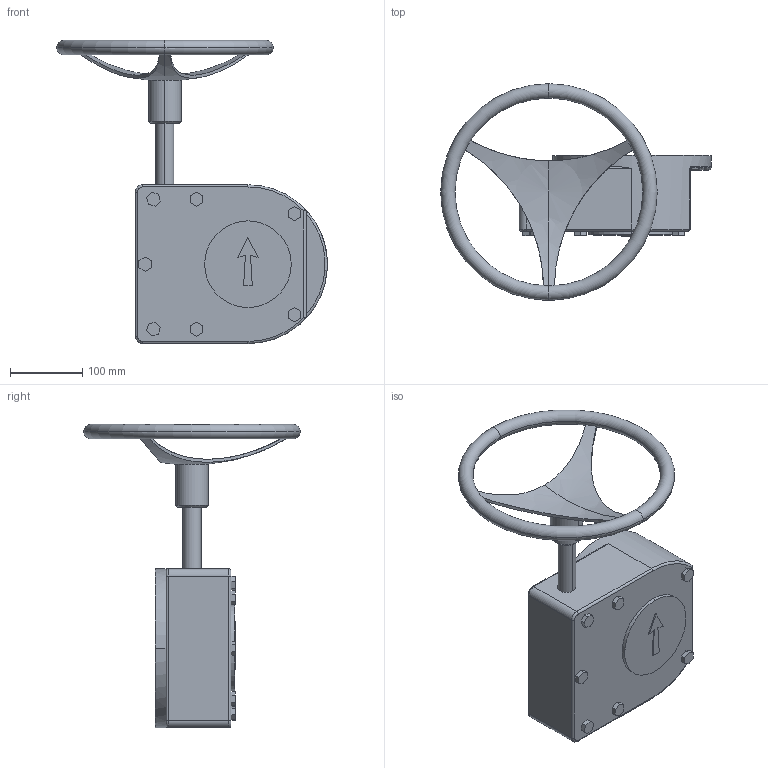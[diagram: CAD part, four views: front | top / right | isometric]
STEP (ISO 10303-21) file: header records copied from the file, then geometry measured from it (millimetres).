
FILE_DESCRIPTION((''),'2;1');
FILE_NAME('065N8120_ASM','2015-04-15T',('u317927'),('Danfoss'),'PRO/ENGINEER BY PARAMETRIC TECHNOLOGY CORPORATION, 2014000','PRO/ENGINEER BY PARAMETRIC TECHNOLOGY CORPORATION, 2014000','');
FILE_SCHEMA(('CONFIG_CONTROL_DESIGN'));
Length unit declared in the file: millimetre
Products named in the file (3): 065N8120-GEAR; 065N8120-WHEEL; 065N8120_ASM
Assembly tree (2 placements, depth 2):
  065N8120_ASM
    065N8120-GEAR
    065N8120-WHEEL
Bounding box: 375 x 300 x 420 mm (x, y, z)
Volume: 5459566.2 mm3; surface area: 327421.1 mm2
Topology: 2 solids, 2 shells, 139 faces, 338 edges, 214 vertices
Faces by surface type: plane 77, cylinder 40, torus 11, bspline 5, sphere 4, cone 2
Entity records: 4491 total; most frequent: CARTESIAN_POINT 1119, DIRECTION 699, ORIENTED_EDGE 668, EDGE_CURVE 334, AXIS2_PLACEMENT_3D 249, VERTEX_POINT 214, VECTOR 201, LINE 201
